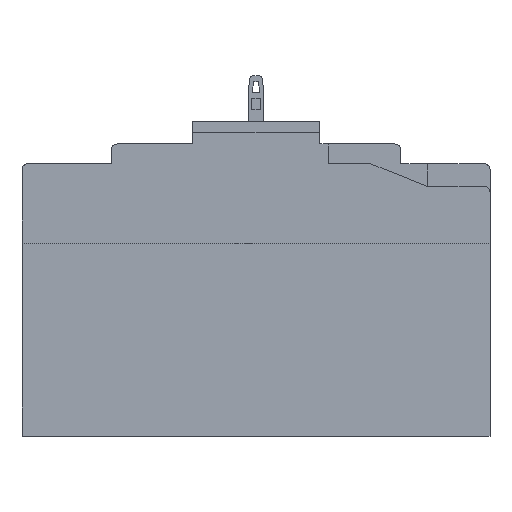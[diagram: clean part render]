
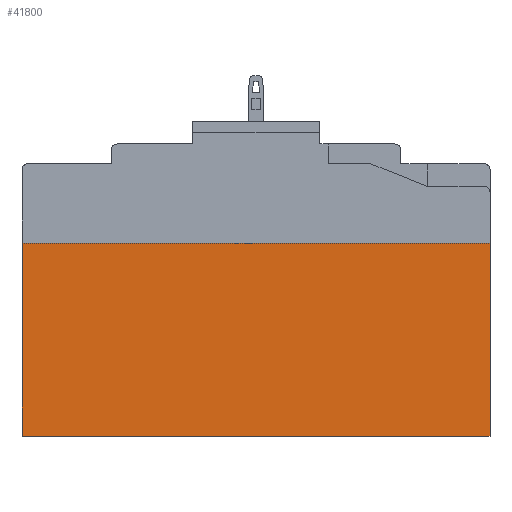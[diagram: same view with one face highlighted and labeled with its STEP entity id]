
A CAD part, front view. The second image highlights one B-rep face of the part: STEP entity #41800.
In plain terms, the highlighted planar face has unit normal (0, -1, 0).
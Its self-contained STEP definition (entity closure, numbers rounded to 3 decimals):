
#38761=DIRECTION('',(1.,0.,0.));
#38762=VECTOR('',#38761,164.98);
#38763=CARTESIAN_POINT('',(-82.49,-140.,-35.));
#38764=LINE('',#38763,#38762);
#39567=DIRECTION('',(0.,0.,-1.));
#39568=VECTOR('',#39567,68.);
#39569=CARTESIAN_POINT('',(82.49,-140.,33.));
#39570=LINE('',#39569,#39568);
#39574=DIRECTION('',(1.,0.,0.));
#39575=VECTOR('',#39574,164.98);
#39576=CARTESIAN_POINT('',(-82.49,-140.,33.));
#39577=LINE('',#39576,#39575);
#39581=DIRECTION('',(0.,0.,-1.));
#39582=VECTOR('',#39581,68.);
#39583=CARTESIAN_POINT('',(-82.49,-140.,33.));
#39584=LINE('',#39583,#39582);
#40704=CARTESIAN_POINT('',(82.49,-140.,33.));
#40705=VERTEX_POINT('',#40704);
#40706=CARTESIAN_POINT('',(-82.49,-140.,33.));
#40707=VERTEX_POINT('',#40706);
#40914=CARTESIAN_POINT('',(-82.49,-140.,-35.));
#40915=VERTEX_POINT('',#40914);
#40916=CARTESIAN_POINT('',(82.49,-140.,-35.));
#40917=VERTEX_POINT('',#40916);
#41788=CARTESIAN_POINT('',(82.49,-140.,0.));
#41789=DIRECTION('',(0.,-1.,0.));
#41790=DIRECTION('',(-1.,0.,0.));
#41791=AXIS2_PLACEMENT_3D('',#41788,#41789,#41790);
#41792=PLANE('',#41791);
#41793=ORIENTED_EDGE('',*,*,#41733,.T.);
#41794=ORIENTED_EDGE('',*,*,#41080,.F.);
#41796=ORIENTED_EDGE('',*,*,#41795,.F.);
#41797=ORIENTED_EDGE('',*,*,#41211,.T.);
#41798=EDGE_LOOP('',(#41793,#41794,#41796,#41797));
#41799=FACE_OUTER_BOUND('',#41798,.F.);
#41080=EDGE_CURVE('',#40915,#40917,#38764,.T.);
#41211=EDGE_CURVE('',#40707,#40705,#39577,.T.);
#41733=EDGE_CURVE('',#40705,#40917,#39570,.T.);
#41795=EDGE_CURVE('',#40707,#40915,#39584,.T.);
#41800=ADVANCED_FACE('',(#41799),#41792,.T.);
